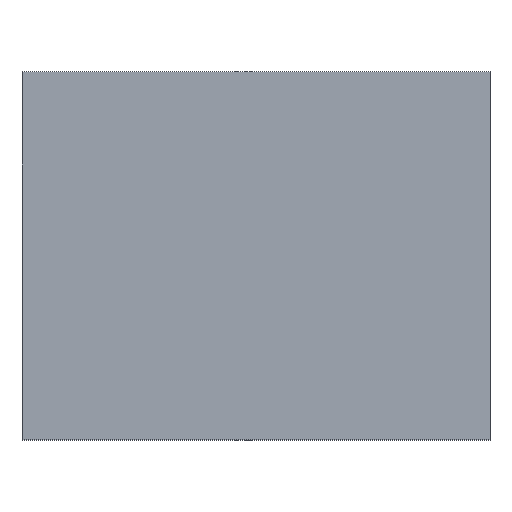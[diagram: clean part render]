
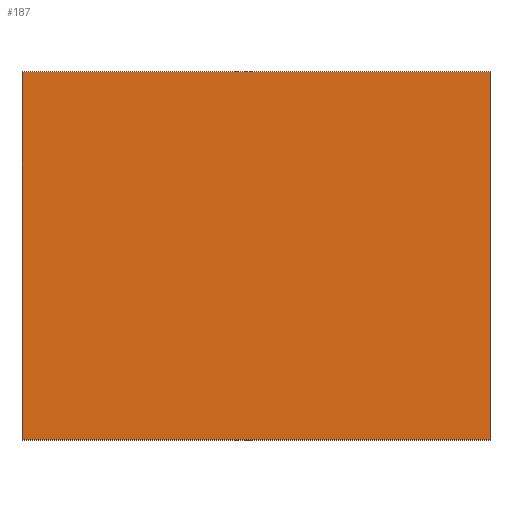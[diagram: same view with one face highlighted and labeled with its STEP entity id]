
A CAD part, top view. The second image highlights one B-rep face of the part: STEP entity #187.
In plain terms, the highlighted planar face has unit normal (0, 0, 1).
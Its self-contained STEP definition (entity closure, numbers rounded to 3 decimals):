
#63=CARTESIAN_POINT('Vertex',(-9.8,7.7,15.5)) ;
#77=CARTESIAN_POINT('Vertex',(-9.8,-7.7,15.5)) ;
#80=CARTESIAN_POINT('Line Origine',(-9.8,0.,15.5)) ;
#108=CARTESIAN_POINT('Vertex',(9.8,-7.7,15.5)) ;
#111=CARTESIAN_POINT('Line Origine',(0.,-7.7,15.5)) ;
#139=CARTESIAN_POINT('Vertex',(9.8,7.7,15.5)) ;
#142=CARTESIAN_POINT('Line Origine',(9.8,0.,15.5)) ;
#164=CARTESIAN_POINT('Line Origine',(0.,7.7,15.5)) ;
#176=CARTESIAN_POINT('Axis2P3D Location',(0.,0.,15.5)) ;
#81=DIRECTION('Vector Direction',(0.,-1.,0.)) ;
#112=DIRECTION('Vector Direction',(-1.,0.,0.)) ;
#143=DIRECTION('Vector Direction',(0.,1.,0.)) ;
#165=DIRECTION('Vector Direction',(1.,0.,0.)) ;
#177=DIRECTION('Axis2P3D Direction',(0.,0.,1.)) ;
#178=DIRECTION('Axis2P3D XDirection',(1.,0.,0.)) ;
#179=AXIS2_PLACEMENT_3D('Plane Axis2P3D',#176,#177,#178) ;
#182=ORIENTED_EDGE('',*,*,#84,.T.) ;
#183=ORIENTED_EDGE('',*,*,#115,.T.) ;
#184=ORIENTED_EDGE('',*,*,#146,.T.) ;
#185=ORIENTED_EDGE('',*,*,#168,.T.) ;
#82=VECTOR('Line Direction',#81,1.) ;
#113=VECTOR('Line Direction',#112,1.) ;
#144=VECTOR('Line Direction',#143,1.) ;
#166=VECTOR('Line Direction',#165,1.) ;
#187=ADVANCED_FACE('PartBody',(#186),#180,.T.) ;
#84=EDGE_CURVE('',#64,#78,#83,.T.) ;
#115=EDGE_CURVE('',#78,#109,#114,.F.) ;
#146=EDGE_CURVE('',#109,#140,#145,.T.) ;
#168=EDGE_CURVE('',#140,#64,#167,.F.) ;
#181=EDGE_LOOP('',(#182,#183,#184,#185)) ;
#186=FACE_OUTER_BOUND('',#181,.T.) ;
#83=LINE('Line',#80,#82) ;
#114=LINE('Line',#111,#113) ;
#145=LINE('Line',#142,#144) ;
#167=LINE('Line',#164,#166) ;
#180=PLANE('',#179) ;
#64=VERTEX_POINT('',#63) ;
#78=VERTEX_POINT('',#77) ;
#109=VERTEX_POINT('',#108) ;
#140=VERTEX_POINT('',#139) ;
